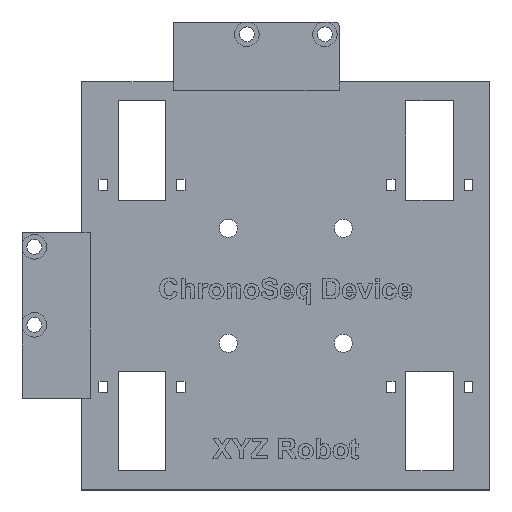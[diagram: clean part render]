
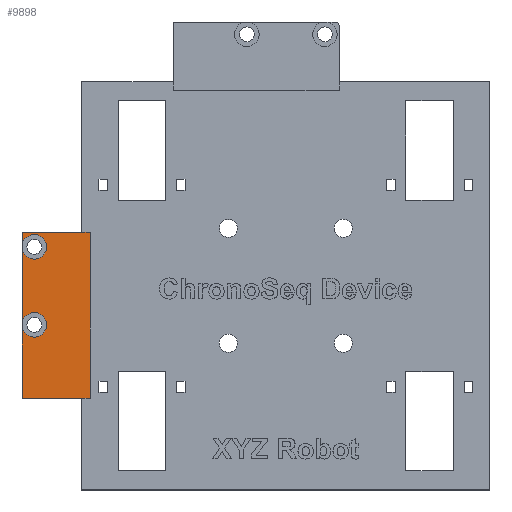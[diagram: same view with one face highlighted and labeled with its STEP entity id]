
A CAD part, top view. The second image highlights one B-rep face of the part: STEP entity #9898.
In plain terms, the highlighted planar face has unit normal (0, 0, 1).
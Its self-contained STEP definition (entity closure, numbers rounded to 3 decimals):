
#1398=FACE_OUTER_BOUND('',#1958,.T.);
#1958=EDGE_LOOP('',(#8489,#8490,#8491,#8492,#8493,#8494,#8495,#8496,#8497,
#8498,#8499,#8500));
#2094=CIRCLE('',#10167,3.);
#2095=CIRCLE('',#10168,3.);
#2097=CIRCLE('',#10172,3.);
#2098=CIRCLE('',#10173,3.);
#2832=LINE('',#19140,#3701);
#2833=LINE('',#19142,#3702);
#2834=LINE('',#19144,#3703);
#2835=LINE('',#19146,#3704);
#2836=LINE('',#19148,#3705);
#2837=LINE('',#19150,#3706);
#2838=LINE('',#19154,#3707);
#2839=LINE('',#19155,#3708);
#3701=VECTOR('',#11346,10.);
#3702=VECTOR('',#11347,10.);
#3703=VECTOR('',#11348,10.);
#3704=VECTOR('',#11349,10.);
#3705=VECTOR('',#11350,10.);
#3706=VECTOR('',#11351,10.);
#3707=VECTOR('',#11356,10.);
#3708=VECTOR('',#11357,10.);
#4738=VERTEX_POINT('',#19129);
#4739=VERTEX_POINT('',#19131);
#4741=VERTEX_POINT('',#19138);
#4742=VERTEX_POINT('',#19139);
#4743=VERTEX_POINT('',#19141);
#4744=VERTEX_POINT('',#19143);
#4745=VERTEX_POINT('',#19145);
#4746=VERTEX_POINT('',#19147);
#4747=VERTEX_POINT('',#19149);
#4748=VERTEX_POINT('',#19151);
#6121=EDGE_CURVE('',#4739,#4738,#2094,.T.);
#6122=EDGE_CURVE('',#4738,#4739,#2095,.T.);
#6124=EDGE_CURVE('',#4741,#4742,#2832,.T.);
#6125=EDGE_CURVE('',#4743,#4741,#2833,.T.);
#6126=EDGE_CURVE('',#4744,#4743,#2834,.T.);
#6127=EDGE_CURVE('',#4745,#4744,#2835,.T.);
#6128=EDGE_CURVE('',#4745,#4746,#2836,.T.);
#6129=EDGE_CURVE('',#4746,#4747,#2837,.T.);
#6130=EDGE_CURVE('',#4747,#4748,#2097,.T.);
#6131=EDGE_CURVE('',#4748,#4747,#2098,.T.);
#6132=EDGE_CURVE('',#4747,#4739,#2838,.T.);
#6133=EDGE_CURVE('',#4739,#4742,#2839,.T.);
#8489=ORIENTED_EDGE('',*,*,#6124,.F.);
#8490=ORIENTED_EDGE('',*,*,#6125,.F.);
#8491=ORIENTED_EDGE('',*,*,#6126,.F.);
#8492=ORIENTED_EDGE('',*,*,#6127,.F.);
#8493=ORIENTED_EDGE('',*,*,#6128,.T.);
#8494=ORIENTED_EDGE('',*,*,#6129,.T.);
#8495=ORIENTED_EDGE('',*,*,#6130,.T.);
#8496=ORIENTED_EDGE('',*,*,#6131,.T.);
#8497=ORIENTED_EDGE('',*,*,#6132,.T.);
#8498=ORIENTED_EDGE('',*,*,#6121,.T.);
#8499=ORIENTED_EDGE('',*,*,#6122,.T.);
#8500=ORIENTED_EDGE('',*,*,#6133,.T.);
#9381=PLANE('',#10171);
#9898=ADVANCED_FACE('',(#1398),#9381,.T.);
#10167=AXIS2_PLACEMENT_3D('',#19132,#11336,#11337);
#10168=AXIS2_PLACEMENT_3D('',#19133,#11338,#11339);
#10171=AXIS2_PLACEMENT_3D('',#19137,#11344,#11345);
#10172=AXIS2_PLACEMENT_3D('',#19152,#11352,#11353);
#10173=AXIS2_PLACEMENT_3D('',#19153,#11354,#11355);
#11336=DIRECTION('center_axis',(0.,0.,-1.));
#11337=DIRECTION('ref_axis',(-1.,0.,0.));
#11338=DIRECTION('center_axis',(0.,0.,-1.));
#11339=DIRECTION('ref_axis',(-1.,0.,0.));
#11344=DIRECTION('center_axis',(0.,0.,1.));
#11345=DIRECTION('ref_axis',(1.,0.,0.));
#11346=DIRECTION('',(-1.,0.,0.));
#11347=DIRECTION('',(-1.,0.,0.));
#11348=DIRECTION('',(0.,-1.,0.));
#11349=DIRECTION('',(1.,0.,0.));
#11350=DIRECTION('',(-1.,0.,0.));
#11351=DIRECTION('',(0.,-1.,0.));
#11352=DIRECTION('center_axis',(0.,0.,-1.));
#11353=DIRECTION('ref_axis',(-1.,0.,0.));
#11354=DIRECTION('center_axis',(0.,0.,-1.));
#11355=DIRECTION('ref_axis',(-1.,0.,0.));
#11356=DIRECTION('',(0.,-1.,0.));
#11357=DIRECTION('',(0.,-1.,0.));
#19129=CARTESIAN_POINT('',(-8.555,-59.315,1.2));
#19131=CARTESIAN_POINT('',(-14.555,-59.315,1.2));
#19132=CARTESIAN_POINT('Origin',(-11.555,-59.315,1.2));
#19133=CARTESIAN_POINT('Origin',(-11.555,-59.315,1.2));
#19137=CARTESIAN_POINT('Origin',(-6.205,-57.035,1.2));
#19138=CARTESIAN_POINT('',(0.,-77.262,1.2));
#19139=CARTESIAN_POINT('',(-14.555,-77.262,1.2));
#19140=CARTESIAN_POINT('',(-10.38,-77.262,1.2));
#19141=CARTESIAN_POINT('',(2.145,-77.262,1.2));
#19142=CARTESIAN_POINT('',(-2.03,-77.262,1.2));
#19143=CARTESIAN_POINT('',(2.145,-36.785,1.2));
#19144=CARTESIAN_POINT('',(2.145,-46.91,1.2));
#19145=CARTESIAN_POINT('',(0.,-36.785,1.2));
#19146=CARTESIAN_POINT('',(-3.103,-36.785,1.2));
#19147=CARTESIAN_POINT('',(-14.555,-36.785,1.2));
#19148=CARTESIAN_POINT('',(-13.355,-36.785,1.2));
#19149=CARTESIAN_POINT('',(-14.555,-40.285,1.2));
#19150=CARTESIAN_POINT('',(-14.555,-28.9,1.2));
#19151=CARTESIAN_POINT('',(-8.555,-40.285,1.2));
#19152=CARTESIAN_POINT('Origin',(-11.555,-40.285,1.2));
#19153=CARTESIAN_POINT('Origin',(-11.555,-40.285,1.2));
#19154=CARTESIAN_POINT('',(-14.555,-28.9,1.2));
#19155=CARTESIAN_POINT('',(-14.555,-28.9,1.2));
